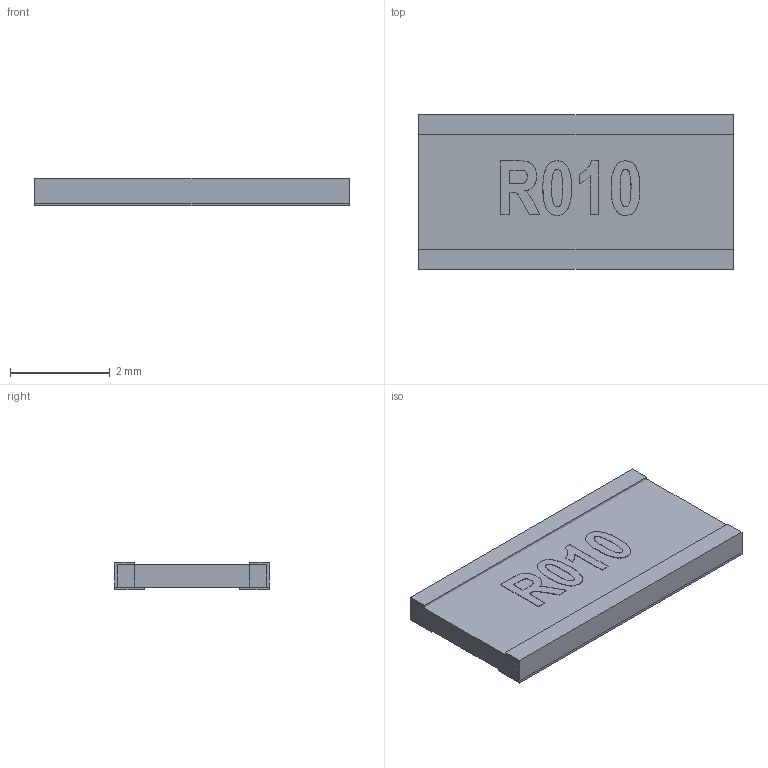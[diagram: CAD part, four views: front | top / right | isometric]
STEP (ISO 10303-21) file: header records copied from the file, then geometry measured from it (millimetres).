
FILE_DESCRIPTION(/* description */ (''),/* implementation_level */ '2;1');
FILE_NAME(/* name */ 'R2512W.stp',/* time_stamp */ '2017-02-14T21:58:22-05:00',/* author */ (''),/* organization */ (''),/* preprocessor_version */ 'ST-DEVELOPER v16.5',/* originating_system */ 'Autodesk Translation Framework v5.2.0.2920',/* authorisation */ '');
FILE_SCHEMA (('AUTOMOTIVE_DESIGN { 1 0 10303 214 3 1 1 }'));
Length unit declared in the file: millimetre
Products named in the file (1): R2512W v2
Bounding box: 6.32 x 3.1 x 0.55 mm (x, y, z)
Surface area: 112.4 mm2
Topology: 10 solids, 10 shells, 111 faces, 273 edges, 182 vertices
Faces by surface type: plane 60, bspline 51
Entity records: 3771 total; most frequent: CARTESIAN_POINT 1434, ORIENTED_EDGE 546, DIRECTION 293, EDGE_CURVE 273, VERTEX_POINT 182, LINE 171, VECTOR 171, EDGE_LOOP 117
